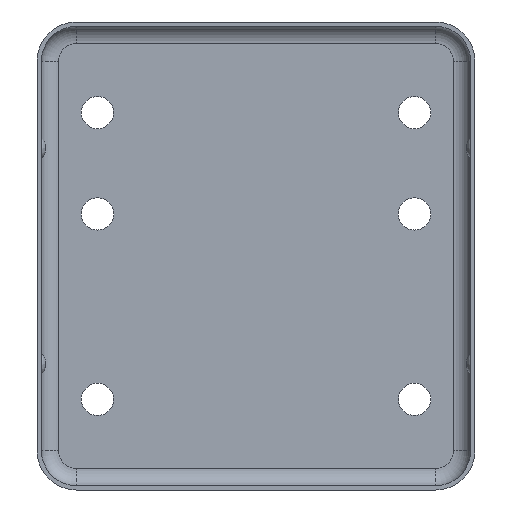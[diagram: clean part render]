
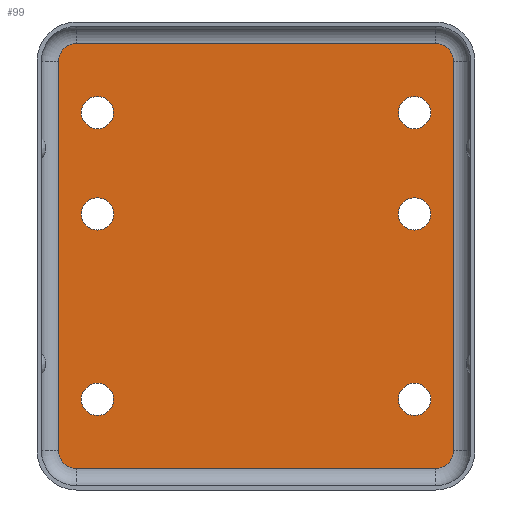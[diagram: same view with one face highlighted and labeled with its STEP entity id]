
A CAD part, front view. The second image highlights one B-rep face of the part: STEP entity #99.
In plain terms, the highlighted planar face has unit normal (0, -1, 0).
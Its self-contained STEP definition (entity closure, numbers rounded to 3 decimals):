
#99 = ADVANCED_FACE( 'NONE', ( #243, #244, #245, #246, #247, #248, #249 ), #250, .T. );
#243 = FACE_BOUND( '', #512, .T. );
#244 = FACE_BOUND( '', #513, .T. );
#245 = FACE_BOUND( '', #514, .T. );
#246 = FACE_BOUND( '', #515, .T. );
#247 = FACE_BOUND( '', #516, .T. );
#248 = FACE_BOUND( '', #517, .T. );
#249 = FACE_OUTER_BOUND( '', #518, .T. );
#250 = PLANE( '', #519 );
#512 = EDGE_LOOP( '', ( #1053 ) );
#513 = EDGE_LOOP( '', ( #1054 ) );
#514 = EDGE_LOOP( '', ( #1055 ) );
#515 = EDGE_LOOP( '', ( #1056 ) );
#516 = EDGE_LOOP( '', ( #1057 ) );
#517 = EDGE_LOOP( '', ( #1058 ) );
#518 = EDGE_LOOP( '', ( #1059, #1060, #1061, #1062, #1063, #1064, #1065, #1066 ) );
#519 = AXIS2_PLACEMENT_3D( '', #1067, #1068, #1069 );
#1053 = ORIENTED_EDGE( '', *, *, #1440, .T. );
#1054 = ORIENTED_EDGE( '', *, *, #1441, .T. );
#1055 = ORIENTED_EDGE( '', *, *, #1442, .F. );
#1056 = ORIENTED_EDGE( '', *, *, #1432, .F. );
#1057 = ORIENTED_EDGE( '', *, *, #1443, .T. );
#1058 = ORIENTED_EDGE( '', *, *, #1444, .F. );
#1059 = ORIENTED_EDGE( '', *, *, #1445, .F. );
#1060 = ORIENTED_EDGE( '', *, *, #1446, .F. );
#1061 = ORIENTED_EDGE( '', *, *, #1447, .F. );
#1062 = ORIENTED_EDGE( '', *, *, #1448, .F. );
#1063 = ORIENTED_EDGE( '', *, *, #1449, .F. );
#1064 = ORIENTED_EDGE( '', *, *, #1422, .F. );
#1065 = ORIENTED_EDGE( '', *, *, #1450, .F. );
#1066 = ORIENTED_EDGE( '', *, *, #1430, .F. );
#1067 = CARTESIAN_POINT( '', ( 8.35, 0., -9.025 ) );
#1068 = DIRECTION( '', ( 0., -1., 0. ) );
#1069 = DIRECTION( '', ( 0., 0., -1. ) );
#1422 = EDGE_CURVE( '', #1604, #1600, #1606, .T. );
#1430 = EDGE_CURVE( '', #1618, #1614, #1620, .F. );
#1432 = EDGE_CURVE( '', #1622, #1622, #1623, .T. );
#1440 = EDGE_CURVE( '', #1635, #1635, #1636, .F. );
#1441 = EDGE_CURVE( '', #1637, #1637, #1638, .F. );
#1442 = EDGE_CURVE( '', #1639, #1639, #1640, .T. );
#1443 = EDGE_CURVE( '', #1641, #1641, #1642, .F. );
#1444 = EDGE_CURVE( '', #1643, #1643, #1644, .T. );
#1445 = EDGE_CURVE( '', #1645, #1618, #1646, .F. );
#1446 = EDGE_CURVE( '', #1647, #1645, #1648, .F. );
#1447 = EDGE_CURVE( '', #1649, #1647, #1650, .F. );
#1448 = EDGE_CURVE( '', #1651, #1649, #1652, .T. );
#1449 = EDGE_CURVE( '', #1600, #1651, #1653, .F. );
#1450 = EDGE_CURVE( '', #1614, #1604, #1654, .F. );
#1600 = VERTEX_POINT( '', #1847 );
#1604 = VERTEX_POINT( '', #1852 );
#1606 = LINE( '', #1854, #1855 );
#1614 = VERTEX_POINT( '', #1863 );
#1618 = VERTEX_POINT( '', #1868 );
#1620 = LINE( '', #1870, #1871 );
#1622 = VERTEX_POINT( '', #1873 );
#1623 = CIRCLE( '', #1874, 0.75 );
#1635 = VERTEX_POINT( '', #1888 );
#1636 = CIRCLE( '', #1889, 0.75 );
#1637 = VERTEX_POINT( '', #1890 );
#1638 = CIRCLE( '', #1891, 0.75 );
#1639 = VERTEX_POINT( '', #1892 );
#1640 = CIRCLE( '', #1893, 0.75 );
#1641 = VERTEX_POINT( '', #1894 );
#1642 = CIRCLE( '', #1895, 0.75 );
#1643 = VERTEX_POINT( '', #1896 );
#1644 = CIRCLE( '', #1897, 0.75 );
#1645 = VERTEX_POINT( '', #1898 );
#1646 = CIRCLE( '', #1899, 0.825 );
#1647 = VERTEX_POINT( '', #1900 );
#1648 = LINE( '', #1901, #1902 );
#1649 = VERTEX_POINT( '', #1903 );
#1650 = CIRCLE( '', #1904, 0.825 );
#1651 = VERTEX_POINT( '', #1905 );
#1652 = LINE( '', #1906, #1907 );
#1653 = CIRCLE( '', #1908, 0.825 );
#1654 = CIRCLE( '', #1909, 0.825 );
#1847 = CARTESIAN_POINT( '', ( 8.325, 0., 9.85 ) );
#1852 = CARTESIAN_POINT( '', ( -8.325, 0., 9.85 ) );
#1854 = CARTESIAN_POINT( '', ( 8.35, 0., 9.85 ) );
#1855 = VECTOR( '', #2126, 1000. );
#1863 = CARTESIAN_POINT( '', ( -9.15, 0., 9.025 ) );
#1868 = CARTESIAN_POINT( '', ( -9.15, 0., -9.025 ) );
#1870 = CARTESIAN_POINT( '', ( -9.15, 0., -9.025 ) );
#1871 = VECTOR( '', #2140, 1000. );
#1873 = CARTESIAN_POINT( '', ( 7.35, 0., -7.4 ) );
#1874 = AXIS2_PLACEMENT_3D( '', #2141, #2142, #2143 );
#1888 = CARTESIAN_POINT( '', ( 7.35, 0., 5.9 ) );
#1889 = AXIS2_PLACEMENT_3D( '', #2155, #2156, #2157 );
#1890 = CARTESIAN_POINT( '', ( -7.35, 0., 1.2 ) );
#1891 = AXIS2_PLACEMENT_3D( '', #2158, #2159, #2160 );
#1892 = CARTESIAN_POINT( '', ( 7.35, 0., 1.2 ) );
#1893 = AXIS2_PLACEMENT_3D( '', #2161, #2162, #2163 );
#1894 = CARTESIAN_POINT( '', ( -7.35, 0., -7.4 ) );
#1895 = AXIS2_PLACEMENT_3D( '', #2164, #2165, #2166 );
#1896 = CARTESIAN_POINT( '', ( -7.35, 0., 5.9 ) );
#1897 = AXIS2_PLACEMENT_3D( '', #2167, #2168, #2169 );
#1898 = CARTESIAN_POINT( '', ( -8.325, 0., -9.85 ) );
#1899 = AXIS2_PLACEMENT_3D( '', #2170, #2171, #2172 );
#1900 = CARTESIAN_POINT( '', ( 8.325, 0., -9.85 ) );
#1901 = CARTESIAN_POINT( '', ( 8.35, 0., -9.85 ) );
#1902 = VECTOR( '', #2173, 1000. );
#1903 = CARTESIAN_POINT( '', ( 9.15, 0., -9.025 ) );
#1904 = AXIS2_PLACEMENT_3D( '', #2174, #2175, #2176 );
#1905 = CARTESIAN_POINT( '', ( 9.15, 0., 9.025 ) );
#1906 = CARTESIAN_POINT( '', ( 9.15, 0., -9.025 ) );
#1907 = VECTOR( '', #2177, 1000. );
#1908 = AXIS2_PLACEMENT_3D( '', #2178, #2179, #2180 );
#1909 = AXIS2_PLACEMENT_3D( '', #2181, #2182, #2183 );
#2126 = DIRECTION( '', ( 1., 0., 0. ) );
#2140 = DIRECTION( '', ( 0., 0., -1. ) );
#2141 = CARTESIAN_POINT( '', ( 7.35, 0., -6.65 ) );
#2142 = DIRECTION( '', ( 0., -1., 0. ) );
#2143 = DIRECTION( '', ( 0., 0., -1. ) );
#2155 = CARTESIAN_POINT( '', ( 7.35, 0., 6.65 ) );
#2156 = DIRECTION( '', ( 0., -1., 0. ) );
#2157 = DIRECTION( '', ( 0., 0., -1. ) );
#2158 = CARTESIAN_POINT( '', ( -7.35, 0., 1.95 ) );
#2159 = DIRECTION( '', ( 0., -1., 0. ) );
#2160 = DIRECTION( '', ( 0., 0., -1. ) );
#2161 = CARTESIAN_POINT( '', ( 7.35, 0., 1.95 ) );
#2162 = DIRECTION( '', ( 0., -1., 0. ) );
#2163 = DIRECTION( '', ( 0., 0., -1. ) );
#2164 = CARTESIAN_POINT( '', ( -7.35, 0., -6.65 ) );
#2165 = DIRECTION( '', ( 0., -1., 0. ) );
#2166 = DIRECTION( '', ( 0., 0., -1. ) );
#2167 = CARTESIAN_POINT( '', ( -7.35, 0., 6.65 ) );
#2168 = DIRECTION( '', ( 0., -1., 0. ) );
#2169 = DIRECTION( '', ( 0., 0., -1. ) );
#2170 = CARTESIAN_POINT( '', ( -8.325, 0., -9.025 ) );
#2171 = DIRECTION( '', ( 0., -1., 0. ) );
#2172 = DIRECTION( '', ( 0., 0., -1. ) );
#2173 = DIRECTION( '', ( 1., 0., 0. ) );
#2174 = CARTESIAN_POINT( '', ( 8.325, 0., -9.025 ) );
#2175 = DIRECTION( '', ( 0., -1., 0. ) );
#2176 = DIRECTION( '', ( 0., 0., -1. ) );
#2177 = DIRECTION( '', ( 0., 0., -1. ) );
#2178 = CARTESIAN_POINT( '', ( 8.325, 0., 9.025 ) );
#2179 = DIRECTION( '', ( 0., -1., 0. ) );
#2180 = DIRECTION( '', ( 0., 0., -1. ) );
#2181 = CARTESIAN_POINT( '', ( -8.325, 0., 9.025 ) );
#2182 = DIRECTION( '', ( 0., -1., 0. ) );
#2183 = DIRECTION( '', ( 0., 0., -1. ) );
